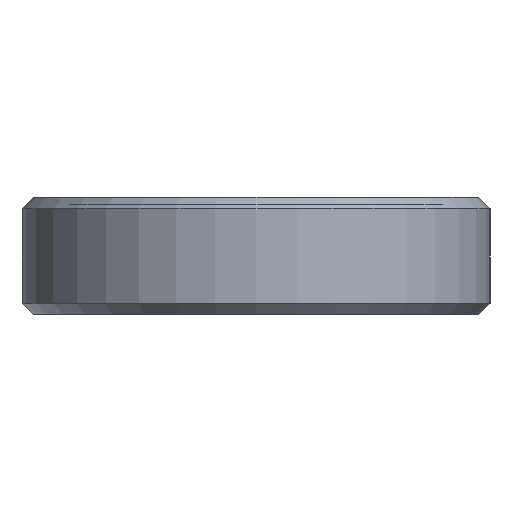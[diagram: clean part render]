
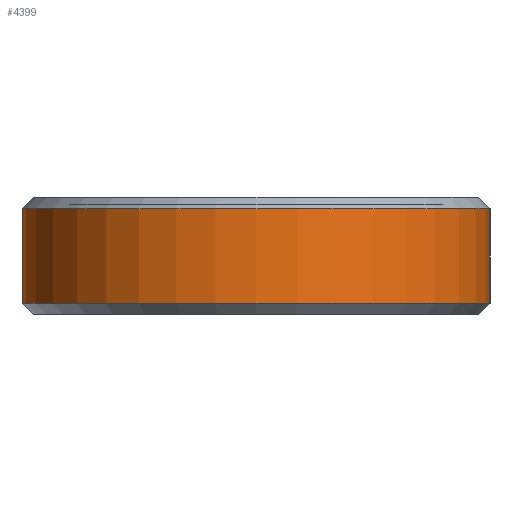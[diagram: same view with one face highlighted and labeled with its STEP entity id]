
A CAD part, left-side view. The second image highlights one B-rep face of the part: STEP entity #4399.
In plain terms, the highlighted cylindrical face has radius 6.25 mm (diameter 12.5 mm), a partial arc.
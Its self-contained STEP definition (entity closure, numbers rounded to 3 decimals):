
#45 = CONICAL_SURFACE('',#46,6.25,0.785);
#46 = AXIS2_PLACEMENT_3D('',#47,#48,#49);
#47 = CARTESIAN_POINT('',(0.,0.,0.3));
#48 = DIRECTION('',(0.,0.,1.));
#49 = DIRECTION('',(0.,1.,0.));
#1601 = VERTEX_POINT('',#1602);
#1602 = CARTESIAN_POINT('',(0.,6.25,0.3));
#1625 = VERTEX_POINT('',#1626);
#1626 = CARTESIAN_POINT('',(0.,-6.25,0.3));
#1647 = EDGE_CURVE('',#1601,#1625,#1648,.T.);
#1648 = SURFACE_CURVE('',#1649,(#1654,#1661),.PCURVE_S1.);
#1649 = CIRCLE('',#1650,6.25);
#1650 = AXIS2_PLACEMENT_3D('',#1651,#1652,#1653);
#1651 = CARTESIAN_POINT('',(0.,0.,0.3));
#1652 = DIRECTION('',(0.,-0.,1.));
#1653 = DIRECTION('',(0.,1.,0.));
#1654 = PCURVE('',#45,#1655);
#1655 = DEFINITIONAL_REPRESENTATION('',(#1656),#1660);
#1656 = LINE('',#1657,#1658);
#1657 = CARTESIAN_POINT('',(0.,0.));
#1658 = VECTOR('',#1659,1.);
#1659 = DIRECTION('',(1.,0.));
#1660 = ( GEOMETRIC_REPRESENTATION_CONTEXT(2) 
PARAMETRIC_REPRESENTATION_CONTEXT() REPRESENTATION_CONTEXT('2D SPACE',''
  ) );
#1661 = PCURVE('',#1662,#1667);
#1662 = CYLINDRICAL_SURFACE('',#1663,6.25);
#1663 = AXIS2_PLACEMENT_3D('',#1664,#1665,#1666);
#1664 = CARTESIAN_POINT('',(0.,0.,0.));
#1665 = DIRECTION('',(-0.,-0.,-1.));
#1666 = DIRECTION('',(1.,0.,0.));
#1667 = DEFINITIONAL_REPRESENTATION('',(#1668),#1672);
#1668 = LINE('',#1669,#1670);
#1669 = CARTESIAN_POINT('',(-1.571,-0.3));
#1670 = VECTOR('',#1671,1.);
#1671 = DIRECTION('',(-1.,0.));
#1672 = ( GEOMETRIC_REPRESENTATION_CONTEXT(2) 
PARAMETRIC_REPRESENTATION_CONTEXT() REPRESENTATION_CONTEXT('2D SPACE',''
  ) );
#1716 = PLANE('',#1717);
#1717 = AXIS2_PLACEMENT_3D('',#1718,#1719,#1720);
#1718 = CARTESIAN_POINT('',(0.,6.25,0.));
#1719 = DIRECTION('',(0.,1.,0.));
#1720 = DIRECTION('',(1.,0.,0.));
#1770 = PLANE('',#1771);
#1771 = AXIS2_PLACEMENT_3D('',#1772,#1773,#1774);
#1772 = CARTESIAN_POINT('',(0.,-6.25,0.));
#1773 = DIRECTION('',(0.,1.,0.));
#1774 = DIRECTION('',(1.,0.,0.));
#4399 = ADVANCED_FACE('',(#4400),#1662,.T.);
#4400 = FACE_BOUND('',#4401,.F.);
#4401 = EDGE_LOOP('',(#4402,#4425,#4454,#4475));
#4402 = ORIENTED_EDGE('',*,*,#4403,.T.);
#4403 = EDGE_CURVE('',#1601,#4404,#4406,.T.);
#4404 = VERTEX_POINT('',#4405);
#4405 = CARTESIAN_POINT('',(0.,6.25,2.825));
#4406 = SURFACE_CURVE('',#4407,(#4411,#4418),.PCURVE_S1.);
#4407 = LINE('',#4408,#4409);
#4408 = CARTESIAN_POINT('',(0.,6.25,0.));
#4409 = VECTOR('',#4410,1.);
#4410 = DIRECTION('',(0.,0.,1.));
#4411 = PCURVE('',#1662,#4412);
#4412 = DEFINITIONAL_REPRESENTATION('',(#4413),#4417);
#4413 = LINE('',#4414,#4415);
#4414 = CARTESIAN_POINT('',(-1.571,0.));
#4415 = VECTOR('',#4416,1.);
#4416 = DIRECTION('',(-0.,-1.));
#4417 = ( GEOMETRIC_REPRESENTATION_CONTEXT(2) 
PARAMETRIC_REPRESENTATION_CONTEXT() REPRESENTATION_CONTEXT('2D SPACE',''
  ) );
#4418 = PCURVE('',#1716,#4419);
#4419 = DEFINITIONAL_REPRESENTATION('',(#4420),#4424);
#4420 = LINE('',#4421,#4422);
#4421 = CARTESIAN_POINT('',(0.,0.));
#4422 = VECTOR('',#4423,1.);
#4423 = DIRECTION('',(0.,-1.));
#4424 = ( GEOMETRIC_REPRESENTATION_CONTEXT(2) 
PARAMETRIC_REPRESENTATION_CONTEXT() REPRESENTATION_CONTEXT('2D SPACE',''
  ) );
#4425 = ORIENTED_EDGE('',*,*,#4426,.T.);
#4426 = EDGE_CURVE('',#4404,#4427,#4429,.T.);
#4427 = VERTEX_POINT('',#4428);
#4428 = CARTESIAN_POINT('',(0.,-6.25,2.825));
#4429 = SURFACE_CURVE('',#4430,(#4435,#4442),.PCURVE_S1.);
#4430 = CIRCLE('',#4431,6.25);
#4431 = AXIS2_PLACEMENT_3D('',#4432,#4433,#4434);
#4432 = CARTESIAN_POINT('',(0.,0.,2.825));
#4433 = DIRECTION('',(0.,-0.,1.));
#4434 = DIRECTION('',(0.,1.,0.));
#4435 = PCURVE('',#1662,#4436);
#4436 = DEFINITIONAL_REPRESENTATION('',(#4437),#4441);
#4437 = LINE('',#4438,#4439);
#4438 = CARTESIAN_POINT('',(-1.571,-2.825));
#4439 = VECTOR('',#4440,1.);
#4440 = DIRECTION('',(-1.,0.));
#4441 = ( GEOMETRIC_REPRESENTATION_CONTEXT(2) 
PARAMETRIC_REPRESENTATION_CONTEXT() REPRESENTATION_CONTEXT('2D SPACE',''
  ) );
#4442 = PCURVE('',#4443,#4448);
#4443 = CONICAL_SURFACE('',#4444,6.25,0.785);
#4444 = AXIS2_PLACEMENT_3D('',#4445,#4446,#4447);
#4445 = CARTESIAN_POINT('',(0.,0.,2.825));
#4446 = DIRECTION('',(-0.,-0.,-1.));
#4447 = DIRECTION('',(0.,1.,0.));
#4448 = DEFINITIONAL_REPRESENTATION('',(#4449),#4453);
#4449 = LINE('',#4450,#4451);
#4450 = CARTESIAN_POINT('',(-0.,-0.));
#4451 = VECTOR('',#4452,1.);
#4452 = DIRECTION('',(-1.,-0.));
#4453 = ( GEOMETRIC_REPRESENTATION_CONTEXT(2) 
PARAMETRIC_REPRESENTATION_CONTEXT() REPRESENTATION_CONTEXT('2D SPACE',''
  ) );
#4454 = ORIENTED_EDGE('',*,*,#4455,.F.);
#4455 = EDGE_CURVE('',#1625,#4427,#4456,.T.);
#4456 = SURFACE_CURVE('',#4457,(#4461,#4468),.PCURVE_S1.);
#4457 = LINE('',#4458,#4459);
#4458 = CARTESIAN_POINT('',(0.,-6.25,0.));
#4459 = VECTOR('',#4460,1.);
#4460 = DIRECTION('',(0.,0.,1.));
#4461 = PCURVE('',#1662,#4462);
#4462 = DEFINITIONAL_REPRESENTATION('',(#4463),#4467);
#4463 = LINE('',#4464,#4465);
#4464 = CARTESIAN_POINT('',(-4.712,0.));
#4465 = VECTOR('',#4466,1.);
#4466 = DIRECTION('',(-0.,-1.));
#4467 = ( GEOMETRIC_REPRESENTATION_CONTEXT(2) 
PARAMETRIC_REPRESENTATION_CONTEXT() REPRESENTATION_CONTEXT('2D SPACE',''
  ) );
#4468 = PCURVE('',#1770,#4469);
#4469 = DEFINITIONAL_REPRESENTATION('',(#4470),#4474);
#4470 = LINE('',#4471,#4472);
#4471 = CARTESIAN_POINT('',(0.,0.));
#4472 = VECTOR('',#4473,1.);
#4473 = DIRECTION('',(0.,-1.));
#4474 = ( GEOMETRIC_REPRESENTATION_CONTEXT(2) 
PARAMETRIC_REPRESENTATION_CONTEXT() REPRESENTATION_CONTEXT('2D SPACE',''
  ) );
#4475 = ORIENTED_EDGE('',*,*,#1647,.F.);
